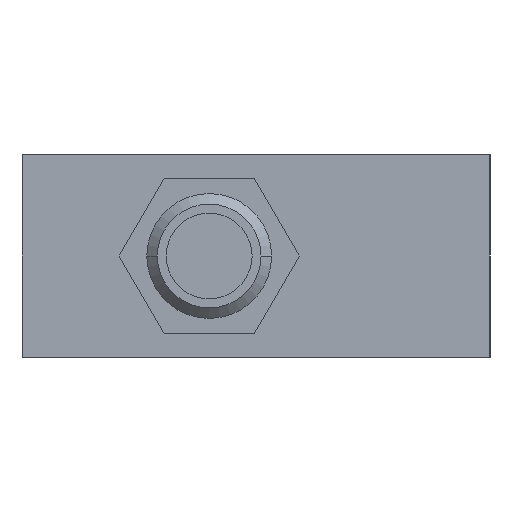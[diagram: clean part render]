
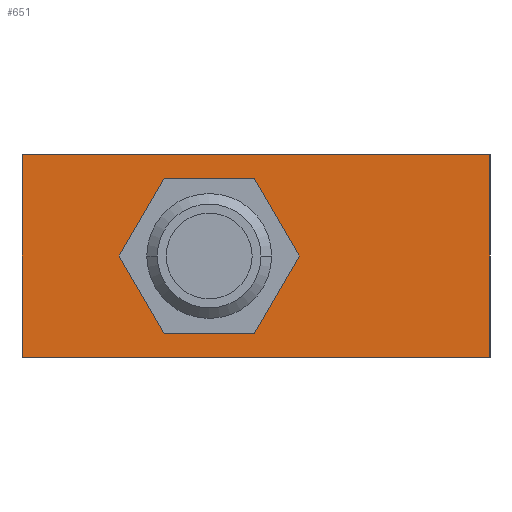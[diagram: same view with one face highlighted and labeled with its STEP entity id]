
A CAD part, left-side view. The second image highlights one B-rep face of the part: STEP entity #651.
In plain terms, the highlighted planar face has unit normal (-1, 0, 0).
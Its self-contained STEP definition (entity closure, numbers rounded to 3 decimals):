
#651=ADVANCED_FACE('',(#1315,#1316),#1317,.T.);
#1315=FACE_BOUND('',#1988,.T.);
#1316=FACE_OUTER_BOUND('',#1989,.T.);
#1317=PLANE('',#1990);
#1988=EDGE_LOOP('',(#3976,#3977,#3978,#3979,#3980,#3981));
#1989=EDGE_LOOP('',(#3982,#3983,#3984,#3985));
#1990=AXIS2_PLACEMENT_3D('',#3986,#3987,#3988);
#3976=ORIENTED_EDGE('',*,*,#4845,.T.);
#3977=ORIENTED_EDGE('',*,*,#4841,.T.);
#3978=ORIENTED_EDGE('',*,*,#4836,.T.);
#3979=ORIENTED_EDGE('',*,*,#4860,.T.);
#3980=ORIENTED_EDGE('',*,*,#4857,.T.);
#3981=ORIENTED_EDGE('',*,*,#4854,.T.);
#3982=ORIENTED_EDGE('',*,*,#4910,.T.);
#3983=ORIENTED_EDGE('',*,*,#4911,.F.);
#3984=ORIENTED_EDGE('',*,*,#4912,.F.);
#3985=ORIENTED_EDGE('',*,*,#4907,.T.);
#3986=CARTESIAN_POINT('',(-60.,15.,-6.5));
#3987=DIRECTION('',(-1.0,0.,0.0));
#3988=DIRECTION('',(0.,-1.0,-0.0));
#4836=EDGE_CURVE('',#6025,#6026,#6027,.T.);
#4841=EDGE_CURVE('',#6034,#6025,#6035,.T.);
#4845=EDGE_CURVE('',#6040,#6034,#6041,.T.);
#4854=EDGE_CURVE('',#6053,#6040,#6054,.T.);
#4857=EDGE_CURVE('',#6057,#6053,#6058,.T.);
#4860=EDGE_CURVE('',#6026,#6057,#6061,.T.);
#4907=EDGE_CURVE('',#6125,#6123,#6126,.T.);
#4910=EDGE_CURVE('',#6123,#6129,#6130,.T.);
#4911=EDGE_CURVE('',#6131,#6129,#6132,.T.);
#4912=EDGE_CURVE('',#6125,#6131,#6133,.T.);
#6025=VERTEX_POINT('',#7490);
#6026=VERTEX_POINT('',#7491);
#6027=LINE('',#7492,#7493);
#6034=VERTEX_POINT('',#7503);
#6035=LINE('',#7504,#7505);
#6040=VERTEX_POINT('',#7512);
#6041=LINE('',#7513,#7514);
#6053=VERTEX_POINT('',#7531);
#6054=LINE('',#7532,#7533);
#6057=VERTEX_POINT('',#7537);
#6058=LINE('',#7538,#7539);
#6061=LINE('',#7543,#7544);
#6123=VERTEX_POINT('',#7626);
#6125=VERTEX_POINT('',#7629);
#6126=LINE('',#7630,#7631);
#6129=VERTEX_POINT('',#7635);
#6130=LINE('',#7636,#7637);
#6131=VERTEX_POINT('',#7638);
#6132=LINE('',#7639,#7640);
#6133=LINE('',#7641,#7642);
#7490=CARTESIAN_POINT('',(-60.,15.113,-5.0));
#7491=CARTESIAN_POINT('',(-60.,20.887,-5.0));
#7492=CARTESIAN_POINT('',(-60.,16.5,-5.0));
#7493=VECTOR('',#8845,1.0);
#7503=CARTESIAN_POINT('',(-60.,12.226,0.));
#7504=CARTESIAN_POINT('',(-60.,14.702,-4.288));
#7505=VECTOR('',#8849,1.0);
#7512=CARTESIAN_POINT('',(-60.,15.113,5.0));
#7513=CARTESIAN_POINT('',(-60.,11.888,-0.587));
#7514=VECTOR('',#8852,1.0);
#7531=CARTESIAN_POINT('',(-60.,20.887,5.0));
#7532=CARTESIAN_POINT('',(-60.,16.5,5.0));
#7533=VECTOR('',#8861,1.0);
#7537=CARTESIAN_POINT('',(-60.,23.774,0.));
#7538=CARTESIAN_POINT('',(-60.,23.362,0.712));
#7539=VECTOR('',#8863,1.0);
#7543=CARTESIAN_POINT('',(-60.,20.548,-5.587));
#7544=VECTOR('',#8865,1.0);
#7626=CARTESIAN_POINT('',(-60.,0.,6.5));
#7629=CARTESIAN_POINT('',(-60.,0.,-6.5));
#7630=CARTESIAN_POINT('',(-60.,0.,-6.5));
#7631=VECTOR('',#8917,1.0);
#7635=CARTESIAN_POINT('',(-60.,30.,6.5));
#7636=CARTESIAN_POINT('',(-60.,0.,6.5));
#7637=VECTOR('',#8919,1.0);
#7638=CARTESIAN_POINT('',(-60.,30.,-6.5));
#7639=CARTESIAN_POINT('',(-60.,30.,-6.5));
#7640=VECTOR('',#8920,1.0);
#7641=CARTESIAN_POINT('',(-60.,0.,-6.5));
#7642=VECTOR('',#8921,1.0);
#8845=DIRECTION('',(0.,1.0,0.0));
#8849=DIRECTION('',(0.,0.5,-0.866));
#8852=DIRECTION('',(0.,-0.5,-0.866));
#8861=DIRECTION('',(0.,-1.0,0.));
#8863=DIRECTION('',(0.,-0.5,0.866));
#8865=DIRECTION('',(0.,0.5,0.866));
#8917=DIRECTION('',(0.0,0.0,1.0));
#8919=DIRECTION('',(0.,1.0,0.0));
#8920=DIRECTION('',(0.0,0.0,1.0));
#8921=DIRECTION('',(0.,1.0,0.0));
